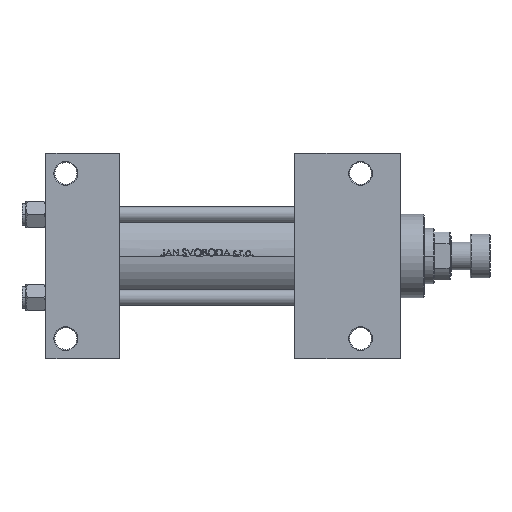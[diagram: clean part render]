
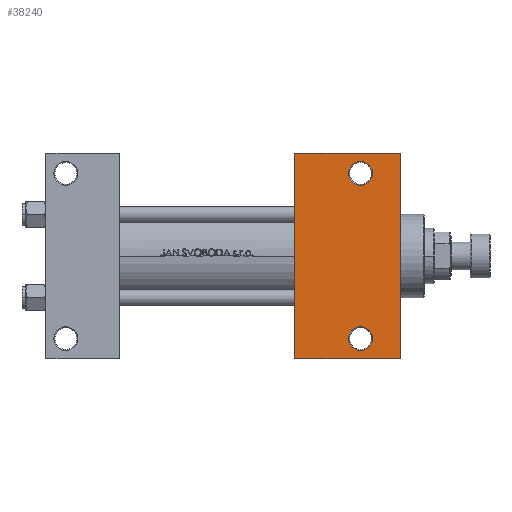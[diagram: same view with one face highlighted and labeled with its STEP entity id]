
A CAD part, front view. The second image highlights one B-rep face of the part: STEP entity #38240.
In plain terms, the highlighted face is planar.
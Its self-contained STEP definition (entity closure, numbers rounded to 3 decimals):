
#578 = DIRECTION ( 'NONE',  ( 0., 1., 0. ) ) ;
#696 = EDGE_LOOP ( 'NONE', ( #24835, #19984, #2101, #17528 ) ) ;
#1564 = ORIENTED_EDGE ( 'NONE', *, *, #27902, .T. ) ;
#2101 = ORIENTED_EDGE ( 'NONE', *, *, #48681, .T. ) ;
#2464 = CARTESIAN_POINT ( 'NONE',  ( 158., -41.5, -30. ) ) ;
#2625 = VERTEX_POINT ( 'NONE', #7093 ) ;
#3697 = AXIS2_PLACEMENT_3D ( 'NONE', #48895, #10084, #48639 ) ;
#5323 = CARTESIAN_POINT ( 'NONE',  ( 125., -51.5, -30. ) ) ;
#5806 = LINE ( 'NONE', #17713, #17774 ) ;
#6853 = CARTESIAN_POINT ( 'NONE',  ( 178., 51.5, -30. ) ) ;
#7093 = CARTESIAN_POINT ( 'NONE',  ( 164., -41.5, -30. ) ) ;
#9417 = ORIENTED_EDGE ( 'NONE', *, *, #15526, .T. ) ;
#9727 = EDGE_LOOP ( 'NONE', ( #15917, #9417 ) ) ;
#10084 = DIRECTION ( 'NONE',  ( 0., 0., -1. ) ) ;
#10963 = ORIENTED_EDGE ( 'NONE', *, *, #29136, .T. ) ;
#11794 = VERTEX_POINT ( 'NONE', #49140 ) ;
#13990 = VERTEX_POINT ( 'NONE', #19656 ) ;
#14006 = DIRECTION ( 'NONE',  ( 0., 0., 1. ) ) ;
#14239 = CARTESIAN_POINT ( 'NONE',  ( 125., 30., -30. ) ) ;
#14763 = CARTESIAN_POINT ( 'NONE',  ( 158., 41.5, -30. ) ) ;
#15526 = EDGE_CURVE ( 'NONE', #13990, #39026, #40784, .T. ) ;
#15917 = ORIENTED_EDGE ( 'NONE', *, *, #26410, .T. ) ;
#16490 = CIRCLE ( 'NONE', #32674, 6. ) ;
#17082 = CARTESIAN_POINT ( 'NONE',  ( 125., 51.5, -30. ) ) ;
#17528 = ORIENTED_EDGE ( 'NONE', *, *, #46752, .T. ) ;
#17680 = FACE_OUTER_BOUND ( 'NONE', #696, .T. ) ;
#17713 = CARTESIAN_POINT ( 'NONE',  ( 178., 30., -30. ) ) ;
#17774 = VECTOR ( 'NONE', #33190, 1000. ) ;
#18535 = LINE ( 'NONE', #5323, #46903 ) ;
#18919 = AXIS2_PLACEMENT_3D ( 'NONE', #14763, #14006, #26441 ) ;
#18966 = CARTESIAN_POINT ( 'NONE',  ( 158., -41.5, -30. ) ) ;
#19242 = CARTESIAN_POINT ( 'NONE',  ( 178., -51.5, -30. ) ) ;
#19656 = CARTESIAN_POINT ( 'NONE',  ( 164., 41.5, -30. ) ) ;
#19984 = ORIENTED_EDGE ( 'NONE', *, *, #49032, .T. ) ;
#20591 = EDGE_CURVE ( 'NONE', #28729, #11794, #48999, .T. ) ;
#21420 = VERTEX_POINT ( 'NONE', #6853 ) ;
#21769 = EDGE_LOOP ( 'NONE', ( #10963, #1564 ) ) ;
#22008 = FACE_BOUND ( 'NONE', #9727, .T. ) ;
#22113 = DIRECTION ( 'NONE',  ( 0., -1., 0. ) ) ;
#22138 = CARTESIAN_POINT ( 'NONE',  ( 152., 41.5, -30. ) ) ;
#23460 = VERTEX_POINT ( 'NONE', #41670 ) ;
#23693 = AXIS2_PLACEMENT_3D ( 'NONE', #2464, #32920, #28859 ) ;
#23697 = CARTESIAN_POINT ( 'NONE',  ( 125., 51.5, -30. ) ) ;
#24283 = VECTOR ( 'NONE', #22113, 1000. ) ;
#24835 = ORIENTED_EDGE ( 'NONE', *, *, #20591, .F. ) ;
#26410 = EDGE_CURVE ( 'NONE', #39026, #13990, #35838, .T. ) ;
#26441 = DIRECTION ( 'NONE',  ( 0., 1., 0. ) ) ;
#27086 = DIRECTION ( 'NONE',  ( 0., 0., 1. ) ) ;
#27902 = EDGE_CURVE ( 'NONE', #2625, #23460, #45572, .T. ) ;
#28729 = VERTEX_POINT ( 'NONE', #17082 ) ;
#28859 = DIRECTION ( 'NONE',  ( 0., 1., 0. ) ) ;
#29136 = EDGE_CURVE ( 'NONE', #23460, #2625, #16490, .T. ) ;
#31300 = DIRECTION ( 'NONE',  ( 1., 0., 0. ) ) ;
#31528 = CARTESIAN_POINT ( 'NONE',  ( 158., 41.5, -30. ) ) ;
#32674 = AXIS2_PLACEMENT_3D ( 'NONE', #18966, #27086, #41551 ) ;
#32918 = FACE_BOUND ( 'NONE', #21769, .T. ) ;
#32920 = DIRECTION ( 'NONE',  ( 0., 0., 1. ) ) ;
#33190 = DIRECTION ( 'NONE',  ( 0., -1., 0. ) ) ;
#35614 = LINE ( 'NONE', #23697, #46985 ) ;
#35838 = CIRCLE ( 'NONE', #46328, 6. ) ;
#37483 = PLANE ( 'NONE',  #3697 ) ;
#38240 = ADVANCED_FACE ( 'NONE', ( #22008, #32918, #17680 ), #37483, .T. ) ;
#39026 = VERTEX_POINT ( 'NONE', #22138 ) ;
#39659 = DIRECTION ( 'NONE',  ( 0., 0., 1. ) ) ;
#39841 = DIRECTION ( 'NONE',  ( -1., 0., 0. ) ) ;
#40784 = CIRCLE ( 'NONE', #18919, 6. ) ;
#41178 = VERTEX_POINT ( 'NONE', #19242 ) ;
#41551 = DIRECTION ( 'NONE',  ( 0., 1., 0. ) ) ;
#41670 = CARTESIAN_POINT ( 'NONE',  ( 152., -41.5, -30. ) ) ;
#45572 = CIRCLE ( 'NONE', #23693, 6. ) ;
#46328 = AXIS2_PLACEMENT_3D ( 'NONE', #31528, #39659, #578 ) ;
#46752 = EDGE_CURVE ( 'NONE', #41178, #11794, #18535, .T. ) ;
#46903 = VECTOR ( 'NONE', #39841, 1000. ) ;
#46985 = VECTOR ( 'NONE', #31300, 1000. ) ;
#48639 = DIRECTION ( 'NONE',  ( 0., 1., 0. ) ) ;
#48681 = EDGE_CURVE ( 'NONE', #21420, #41178, #5806, .T. ) ;
#48895 = CARTESIAN_POINT ( 'NONE',  ( 178., 30., -30. ) ) ;
#48999 = LINE ( 'NONE', #14239, #24283 ) ;
#49032 = EDGE_CURVE ( 'NONE', #28729, #21420, #35614, .T. ) ;
#49140 = CARTESIAN_POINT ( 'NONE',  ( 125., -51.5, -30. ) ) ;
